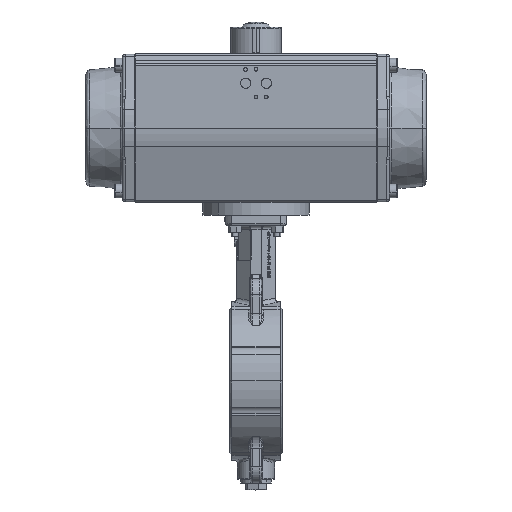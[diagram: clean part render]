
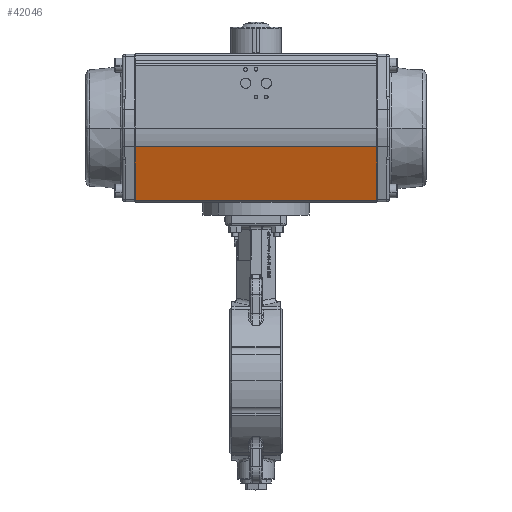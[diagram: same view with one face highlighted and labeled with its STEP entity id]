
A CAD part, top view. The second image highlights one B-rep face of the part: STEP entity #42046.
In plain terms, the highlighted planar face has unit normal (0, 0.288, -0.958).
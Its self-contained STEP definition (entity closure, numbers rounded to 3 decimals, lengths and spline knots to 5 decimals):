
#4883 = CARTESIAN_POINT ( 'NONE',  ( -0.24182, 0.22429, 0.41678 ) ) ;
#7157 = DIRECTION ( 'NONE',  ( 0., -0.958, -0.288 ) ) ;
#8608 = VECTOR ( 'NONE', #42105, 1. ) ;
#11555 = ORIENTED_EDGE ( 'NONE', *, *, #54930, .T. ) ;
#12578 = VECTOR ( 'NONE', #62232, 1. ) ;
#13706 = CARTESIAN_POINT ( 'NONE',  ( 0.03818, 0.16231, 0.39814 ) ) ;
#15536 = EDGE_CURVE ( 'NONE', #17869, #24033, #34521, .T. ) ;
#15625 = ORIENTED_EDGE ( 'NONE', *, *, #54014, .T. ) ;
#16525 = CARTESIAN_POINT ( 'NONE',  ( -0.24182, 0.22429, 0.41678 ) ) ;
#17869 = VERTEX_POINT ( 'NONE', #13706 ) ;
#18165 = DIRECTION ( 'NONE',  ( 0., 0.288, -0.958 ) ) ;
#19037 = ORIENTED_EDGE ( 'NONE', *, *, #29387, .T. ) ;
#19605 = CARTESIAN_POINT ( 'NONE',  ( -0.24182, 0.16231, 0.39814 ) ) ;
#22009 = ORIENTED_EDGE ( 'NONE', *, *, #15536, .T. ) ;
#24033 = VERTEX_POINT ( 'NONE', #69488 ) ;
#24300 = DIRECTION ( 'NONE',  ( 0., -0.958, -0.288 ) ) ;
#29387 = EDGE_CURVE ( 'NONE', #24033, #31447, #59115, .T. ) ;
#30768 = LINE ( 'NONE', #56926, #48528 ) ;
#31447 = VERTEX_POINT ( 'NONE', #4883 ) ;
#34521 = LINE ( 'NONE', #66833, #69701 ) ;
#35351 = CARTESIAN_POINT ( 'NONE',  ( 0.03818, 0.22429, 0.41678 ) ) ;
#37522 = VERTEX_POINT ( 'NONE', #35351 ) ;
#38689 = LINE ( 'NONE', #16525, #12578 ) ;
#42046 = ADVANCED_FACE ( 'NONE', ( #63500 ), #58066, .T. ) ;
#42105 = DIRECTION ( 'NONE',  ( 0., 0.958, 0.288 ) ) ;
#44025 = DIRECTION ( 'NONE',  ( -1., 0., 0. ) ) ;
#48528 = VECTOR ( 'NONE', #7157, 1. ) ;
#52998 = CARTESIAN_POINT ( 'NONE',  ( -0.24182, 0.16231, 0.39814 ) ) ;
#54014 = EDGE_CURVE ( 'NONE', #37522, #17869, #30768, .T. ) ;
#54930 = EDGE_CURVE ( 'NONE', #31447, #37522, #38689, .T. ) ;
#56926 = CARTESIAN_POINT ( 'NONE',  ( 0.03818, 0.16231, 0.39814 ) ) ;
#58066 = PLANE ( 'NONE',  #66269 ) ;
#59115 = LINE ( 'NONE', #52998, #8608 ) ;
#62232 = DIRECTION ( 'NONE',  ( 1., 0., 0. ) ) ;
#63500 = FACE_OUTER_BOUND ( 'NONE', #68400, .T. ) ;
#66269 = AXIS2_PLACEMENT_3D ( 'NONE', #19605, #18165, #24300 ) ;
#66833 = CARTESIAN_POINT ( 'NONE',  ( -0.24182, 0.16231, 0.39814 ) ) ;
#68400 = EDGE_LOOP ( 'NONE', ( #11555, #15625, #22009, #19037 ) ) ;
#69488 = CARTESIAN_POINT ( 'NONE',  ( -0.24182, 0.16231, 0.39814 ) ) ;
#69701 = VECTOR ( 'NONE', #44025, 1. ) ;
